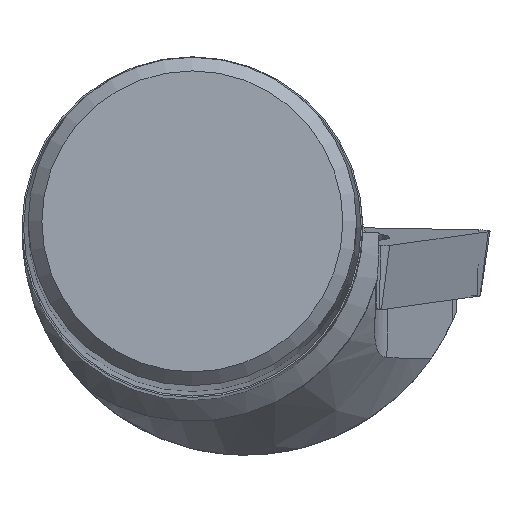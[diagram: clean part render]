
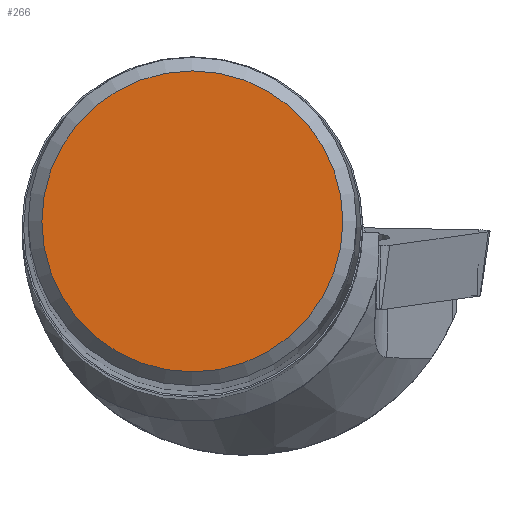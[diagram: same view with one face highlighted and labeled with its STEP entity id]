
A CAD part, top view. The second image highlights one B-rep face of the part: STEP entity #266.
In plain terms, the highlighted planar face has unit normal (0, 0, 1).
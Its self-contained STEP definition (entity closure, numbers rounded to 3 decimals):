
#266=ADVANCED_FACE('',(#339),#314,.F.);
#314=PLANE('',#905);
#339=FACE_OUTER_BOUND('',#372,.T.);
#372=EDGE_LOOP('',(#436));
#436=ORIENTED_EDGE('',*,*,#705,.F.);
#634=VERTEX_POINT('',#1248);
#705=EDGE_CURVE('',#634,#634,#804,.T.);
#804=CIRCLE('',#904,5.5);
#904=AXIS2_PLACEMENT_3D('',#1247,#1006,#1007);
#905=AXIS2_PLACEMENT_3D('',#1249,#1008,#1009);
#1006=DIRECTION('',(0.,0.,-1.));
#1007=DIRECTION('',(0.,-1.,0.));
#1008=DIRECTION('',(0.,0.,-1.));
#1009=DIRECTION('',(0.,-1.,0.));
#1247=CARTESIAN_POINT('',(0.,0.,0.));
#1248=CARTESIAN_POINT('',(0.,-5.5,0.));
#1249=CARTESIAN_POINT('',(0.,0.,0.));
